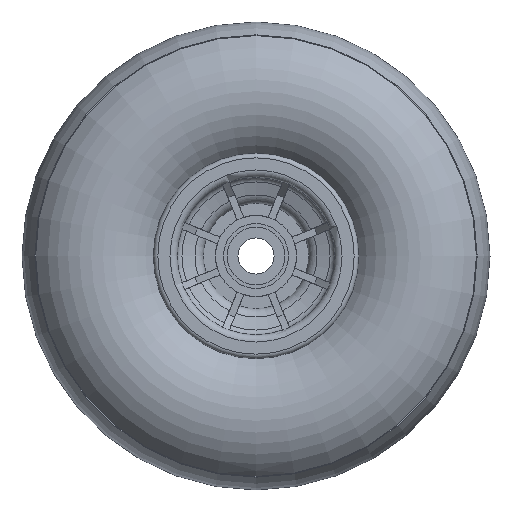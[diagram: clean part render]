
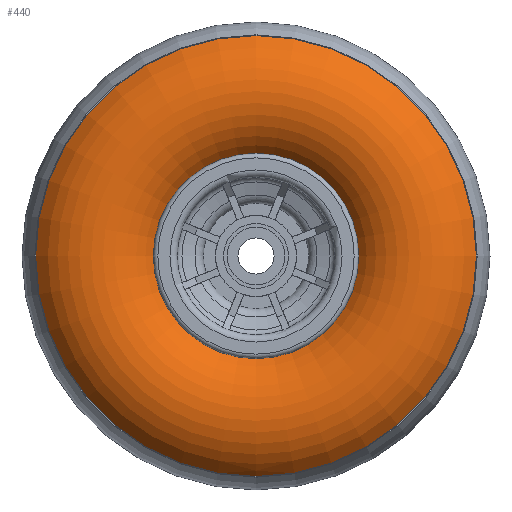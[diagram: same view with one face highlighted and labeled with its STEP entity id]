
A CAD part, left-side view. The second image highlights one B-rep face of the part: STEP entity #440.
In plain terms, the highlighted toroidal (fillet/blend) face has major radius 89.339 mm and minor radius 40.7 mm.
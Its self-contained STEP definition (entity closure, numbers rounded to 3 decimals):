
#440 = ADVANCED_FACE( '', ( #980, #981 ), #982, .T. );
#980 = FACE_OUTER_BOUND( '', #1615, .T. );
#981 = FACE_OUTER_BOUND( '', #1616, .T. );
#982 = TOROIDAL_SURFACE( '', #1617, 89.339, 40.7 );
#1615 = EDGE_LOOP( '', ( #2936 ) );
#1616 = EDGE_LOOP( '', ( #2937 ) );
#1617 = AXIS2_PLACEMENT_3D( '', #2938, #2939, #2940 );
#2936 = ORIENTED_EDGE( '', *, *, #4284, .T. );
#2937 = ORIENTED_EDGE( '', *, *, #4271, .F. );
#2938 = CARTESIAN_POINT( '', ( 35.212, 0., 0. ) );
#2939 = DIRECTION( '', ( 1., 0., 0. ) );
#2940 = DIRECTION( '', ( 0., 0., -1. ) );
#4271 = EDGE_CURVE( '', #5317, #5317, #5318, .T. );
#4284 = EDGE_CURVE( '', #5336, #5336, #5337, .T. );
#5317 = VERTEX_POINT( '', #7706 );
#5318 = CIRCLE( '', #7707, 122.419 );
#5336 = VERTEX_POINT( '', #7738 );
#5337 = CIRCLE( '', #7739, 57. );
#7706 = CARTESIAN_POINT( '', ( 11.5, 0., -122.419 ) );
#7707 = AXIS2_PLACEMENT_3D( '', #8676, #8677, #8678 );
#7738 = CARTESIAN_POINT( '', ( 10.5, 0., -57. ) );
#7739 = AXIS2_PLACEMENT_3D( '', #8689, #8690, #8691 );
#8676 = CARTESIAN_POINT( '', ( 11.5, 0., 0. ) );
#8677 = DIRECTION( '', ( 1., 0., 0. ) );
#8678 = DIRECTION( '', ( 0., 0., -1. ) );
#8689 = CARTESIAN_POINT( '', ( 10.5, 0., 0. ) );
#8690 = DIRECTION( '', ( 1., 0., 0. ) );
#8691 = DIRECTION( '', ( 0., 0., -1. ) );
